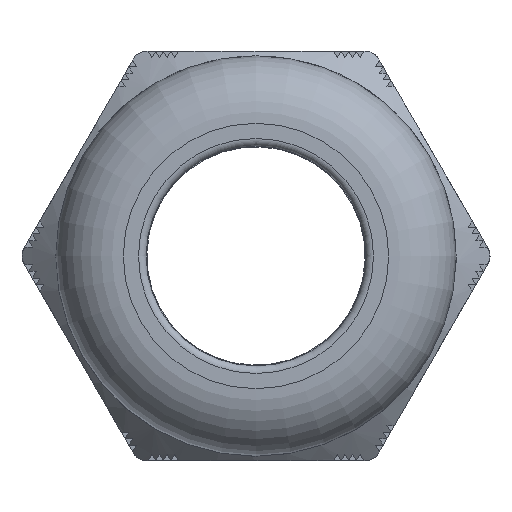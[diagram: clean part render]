
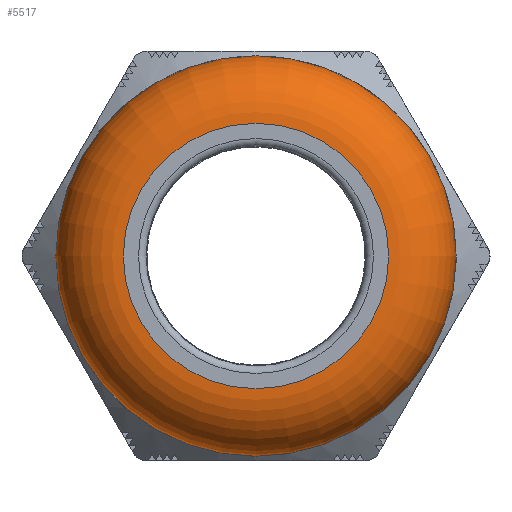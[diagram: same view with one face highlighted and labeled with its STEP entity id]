
A CAD part, left-side view. The second image highlights one B-rep face of the part: STEP entity #5517.
In plain terms, the highlighted toroidal (fillet/blend) face has major radius 8.829 mm and minor radius 4.371 mm.
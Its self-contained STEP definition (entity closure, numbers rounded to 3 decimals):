
#1398=FACE_BOUND('',#1880,.T.);
#1563=FACE_OUTER_BOUND('',#1879,.T.);
#1879=EDGE_LOOP('',(#4473));
#1880=EDGE_LOOP('',(#4474));
#2085=CIRCLE('',#5748,8.75);
#2142=CIRCLE('',#5929,13.2);
#2324=VERTEX_POINT('',#9570);
#2564=VERTEX_POINT('',#10867);
#2893=EDGE_CURVE('',#2324,#2324,#2085,.T.);
#3253=EDGE_CURVE('',#2564,#2564,#2142,.T.);
#4473=ORIENTED_EDGE('',*,*,#3253,.F.);
#4474=ORIENTED_EDGE('',*,*,#2893,.T.);
#5357=TOROIDAL_SURFACE('',#5928,8.829,4.371);
#5517=ADVANCED_FACE('',(#1563,#1398),#5357,.T.);
#5748=AXIS2_PLACEMENT_3D('',#9571,#6293,#6294);
#5928=AXIS2_PLACEMENT_3D('',#10866,#6907,#6908);
#5929=AXIS2_PLACEMENT_3D('',#10868,#6909,#6910);
#6293=DIRECTION('center_axis',(1.,0.,0.));
#6294=DIRECTION('ref_axis',(0.,0.,-1.));
#6907=DIRECTION('center_axis',(1.,0.,0.));
#6908=DIRECTION('ref_axis',(0.,0.,-1.));
#6909=DIRECTION('center_axis',(1.,0.,0.));
#6910=DIRECTION('ref_axis',(0.,0.,-1.));
#9570=CARTESIAN_POINT('',(-18.27,8.75,0.));
#9571=CARTESIAN_POINT('Origin',(-18.27,0.,0.));
#10866=CARTESIAN_POINT('Origin',(-13.9,0.,0.));
#10867=CARTESIAN_POINT('',(-13.9,13.2,0.));
#10868=CARTESIAN_POINT('Origin',(-13.9,0.,0.));
